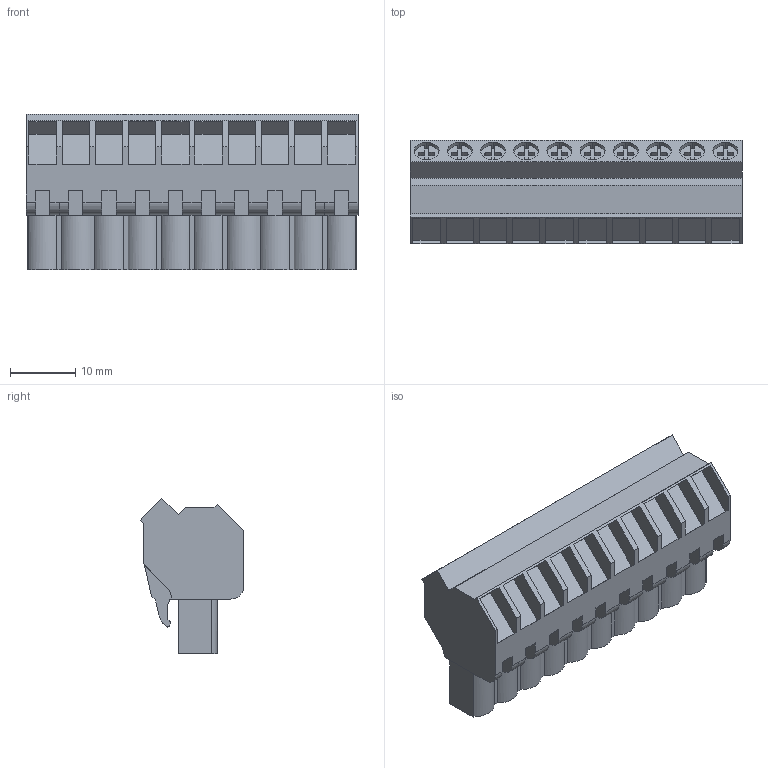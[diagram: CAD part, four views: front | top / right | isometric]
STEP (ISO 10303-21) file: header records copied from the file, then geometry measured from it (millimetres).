
FILE_DESCRIPTION(('CATIA V5 STEP Exchange','CAx-IF Rec.Pracs.--- Model Styling and Organization---1.2---2011-12-15'),'2;1');
FILE_NAME ('D1460062_0_1946330000_1946330000.stp','2017-09-23T15:21:07+00:00',('none'),('Weidmueller'),'CATIA Version 5-6 Release 2014','CATIA V5 STEP AP214','none');
FILE_SCHEMA(('AUTOMOTIVE_DESIGN { 1 0 10303 214 1 1 1 1 }'));
Length unit declared in the file: millimetre
Products named in the file (1): 1946330000
Bounding box: 50.8 x 15.88 x 23.77 mm (x, y, z)
Volume: 10907.7 mm3; surface area: 6055.6 mm2
Topology: 11 solids, 11 shells, 548 faces, 1579 edges, 1074 vertices
Faces by surface type: plane 437, cylinder 107, extrusion 4
Entity records: 16746 total; most frequent: CARTESIAN_POINT 3190, ORIENTED_EDGE 3158, DIRECTION 2203, EDGE_CURVE 1579, VECTOR 1323, LINE 1319, VERTEX_POINT 1074, EDGE_LOOP 569
